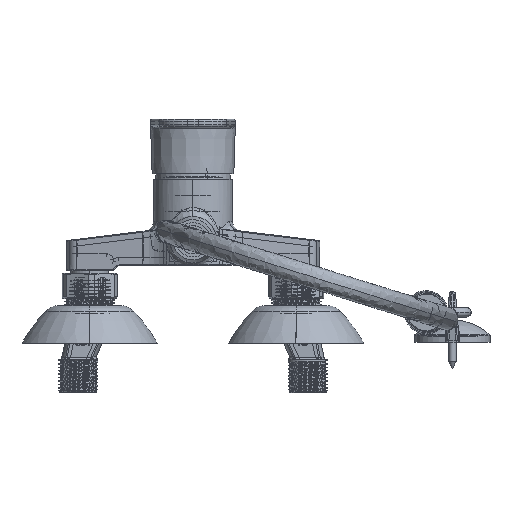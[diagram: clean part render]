
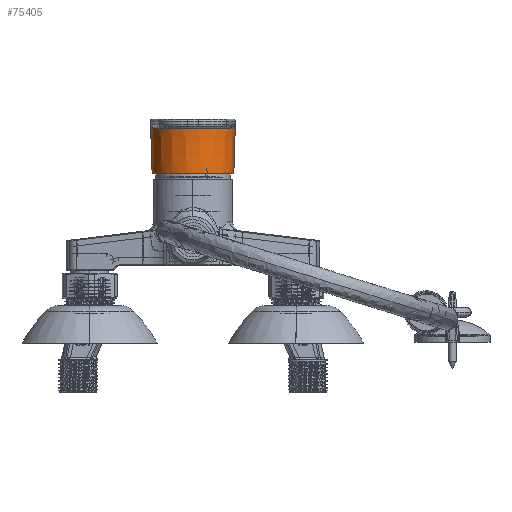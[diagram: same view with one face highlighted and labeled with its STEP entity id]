
A CAD part, front view. The second image highlights one B-rep face of the part: STEP entity #75405.
In plain terms, the highlighted conical face has half-angle 1.8 degrees and reference radius 21.75 mm.
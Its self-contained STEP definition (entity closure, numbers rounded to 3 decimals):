
#1105 = DIRECTION ( 'NONE',  ( 1., 0., 0. ) ) ;
#1475 = CARTESIAN_POINT ( 'NONE',  ( -22.489, -1.499, 68.064 ) ) ;
#1804 = AXIS2_PLACEMENT_3D ( 'NONE', #42010, #42442, #35306 ) ;
#3216 = CIRCLE ( 'NONE', #1804, 22.505 ) ;
#3241 = CARTESIAN_POINT ( 'NONE',  ( 21.755, 0.05, 42.7 ) ) ;
#3389 = EDGE_CURVE ( 'NONE', #27262, #17031, #3216, .T. ) ;
#4118 = ORIENTED_EDGE ( 'NONE', *, *, #12276, .T. ) ;
#4500 = ORIENTED_EDGE ( 'NONE', *, *, #69189, .T. ) ;
#5148 = CIRCLE ( 'NONE', #67901, 22.629 ) ;
#6109 = CARTESIAN_POINT ( 'NONE',  ( 22.634, 0.05, 70.669 ) ) ;
#6153 = ORIENTED_EDGE ( 'NONE', *, *, #19326, .F. ) ;
#6688 = CARTESIAN_POINT ( 'NONE',  ( -22.624, 0.05, 70.669 ) ) ;
#7801 = CARTESIAN_POINT ( 'NONE',  ( 0.005, 0.05, 70.669 ) ) ;
#8865 = B_SPLINE_CURVE_WITH_KNOTS ( 'NONE', 3,
 ( #82905, #28450, #21307, #42291, #77095, #42724, #41859 ),
 .UNSPECIFIED., .F., .F.,
 ( 4, 3, 4 ),
 ( 0.043, 0.044, 0.045 ),
 .UNSPECIFIED. ) ;
#11353 = CARTESIAN_POINT ( 'NONE',  ( 22.446, -2.269, 68.063 ) ) ;
#12276 = EDGE_CURVE ( 'NONE', #69292, #45986, #62891, .T. ) ;
#13109 = CARTESIAN_POINT ( 'NONE',  ( 21.929, -5.183, 67.455 ) ) ;
#13985 = ORIENTED_EDGE ( 'NONE', *, *, #59193, .T. ) ;
#15057 = CARTESIAN_POINT ( 'NONE',  ( -22.342, -3.007, 67.929 ) ) ;
#15485 = CARTESIAN_POINT ( 'NONE',  ( -21.281, -7.321, 67.007 ) ) ;
#17031 = VERTEX_POINT ( 'NONE', #34099 ) ;
#17667 = ORIENTED_EDGE ( 'NONE', *, *, #69465, .T. ) ;
#18364 = CARTESIAN_POINT ( 'NONE',  ( -22.489, -1.499, 68.064 ) ) ;
#19170 = VECTOR ( 'NONE', #29865, 1000. ) ;
#19326 = EDGE_CURVE ( 'NONE', #54439, #28149, #86107, .T. ) ;
#19470 = VERTEX_POINT ( 'NONE', #45495 ) ;
#20264 = CARTESIAN_POINT ( 'NONE',  ( -22.547, -1.499, 69.905 ) ) ;
#20778 = CIRCLE ( 'NONE', #50787, 22.629 ) ;
#21307 = CARTESIAN_POINT ( 'NONE',  ( 22.557, -1.499, 69.905 ) ) ;
#21760 = CARTESIAN_POINT ( 'NONE',  ( -21.919, -5.183, 67.455 ) ) ;
#21919 = ORIENTED_EDGE ( 'NONE', *, *, #24429, .T. ) ;
#24429 = EDGE_CURVE ( 'NONE', #54439, #69292, #76944, .T. ) ;
#24956 = CARTESIAN_POINT ( 'NONE',  ( -21.745, 0.05, 42.7 ) ) ;
#25929 = EDGE_CURVE ( 'NONE', #19470, #49914, #8865, .T. ) ;
#27075 = DIRECTION ( 'NONE',  ( 0., 0., 1. ) ) ;
#27262 = VERTEX_POINT ( 'NONE', #55481 ) ;
#27397 = CARTESIAN_POINT ( 'NONE',  ( 20.749, -8.715, 66.8 ) ) ;
#28149 = VERTEX_POINT ( 'NONE', #6688 ) ;
#28450 = CARTESIAN_POINT ( 'NONE',  ( 22.569, -1.499, 70.287 ) ) ;
#28723 = CARTESIAN_POINT ( 'NONE',  ( -22.559, -1.499, 70.287 ) ) ;
#29337 = CARTESIAN_POINT ( 'NONE',  ( -22.489, -1.499, 68.064 ) ) ;
#29865 = DIRECTION ( 'NONE',  ( -0.031, 0., 1. ) ) ;
#32765 = CARTESIAN_POINT ( 'NONE',  ( 22.499, -1.499, 68.064 ) ) ;
#34099 = CARTESIAN_POINT ( 'NONE',  ( -20.09, -10.084, 66.731 ) ) ;
#34833 = CARTESIAN_POINT ( 'NONE',  ( -22.571, -1.499, 70.669 ) ) ;
#35306 = DIRECTION ( 'NONE',  ( 1., 0., 0. ) ) ;
#35483 = DIRECTION ( 'NONE',  ( 0., 0., -1. ) ) ;
#35673 = CARTESIAN_POINT ( 'NONE',  ( 0.005, 0.05, 42.7 ) ) ;
#38511 = DIRECTION ( 'NONE',  ( 1., 0., 0. ) ) ;
#38602 = CARTESIAN_POINT ( 'NONE',  ( 22.352, -3.007, 67.929 ) ) ;
#38691 = ORIENTED_EDGE ( 'NONE', *, *, #63021, .T. ) ;
#39395 = DIRECTION ( 'NONE',  ( 0., 0., -1. ) ) ;
#41859 = CARTESIAN_POINT ( 'NONE',  ( 22.499, -1.499, 68.064 ) ) ;
#42010 = CARTESIAN_POINT ( 'NONE',  ( 0.005, 0.05, 66.731 ) ) ;
#42291 = CARTESIAN_POINT ( 'NONE',  ( 22.545, -1.499, 69.524 ) ) ;
#42304 = CARTESIAN_POINT ( 'NONE',  ( -20.09, -10.084, 66.731 ) ) ;
#42442 = DIRECTION ( 'NONE',  ( 0., 0., -1. ) ) ;
#42724 = CARTESIAN_POINT ( 'NONE',  ( 22.514, -1.499, 68.55 ) ) ;
#43259 = DIRECTION ( 'NONE',  ( 1., 0., 0. ) ) ;
#44556 = ORIENTED_EDGE ( 'NONE', *, *, #84520, .T. ) ;
#45495 = CARTESIAN_POINT ( 'NONE',  ( 22.581, -1.499, 70.669 ) ) ;
#45986 = VERTEX_POINT ( 'NONE', #6109 ) ;
#46755 = DIRECTION ( 'NONE',  ( 1., 0., 0. ) ) ;
#47973 = VERTEX_POINT ( 'NONE', #34833 ) ;
#49470 = CARTESIAN_POINT ( 'NONE',  ( -22.436, -2.269, 68.063 ) ) ;
#49914 = VERTEX_POINT ( 'NONE', #63034 ) ;
#50065 = B_SPLINE_CURVE_WITH_KNOTS ( 'NONE', 3,
 ( #32765, #11353, #38602, #65844, #13109, #54227, #68488, #27397, #74744, #55110 ),
 .UNSPECIFIED., .F., .F.,
 ( 4, 2, 2, 2, 4 ),
 ( 0., 0.002, 0.005, 0.007, 0.009 ),
 .UNSPECIFIED. ) ;
#50787 = AXIS2_PLACEMENT_3D ( 'NONE', #51498, #39395, #38511 ) ;
#50801 = CARTESIAN_POINT ( 'NONE',  ( -21.518, -6.611, 67.147 ) ) ;
#51498 = CARTESIAN_POINT ( 'NONE',  ( 0.005, 0.05, 70.669 ) ) ;
#53484 = FACE_OUTER_BOUND ( 'NONE', #64747, .T. ) ;
#53938 = B_SPLINE_CURVE_WITH_KNOTS ( 'NONE', 3,
 ( #1475, #61347, #74754, #81435, #20264, #28723, #82311 ),
 .UNSPECIFIED., .F., .F.,
 ( 4, 3, 4 ),
 ( 0.042, 0.044, 0.045 ),
 .UNSPECIFIED. ) ;
#54227 = CARTESIAN_POINT ( 'NONE',  ( 21.528, -6.611, 67.147 ) ) ;
#54439 = VERTEX_POINT ( 'NONE', #84482 ) ;
#55110 = CARTESIAN_POINT ( 'NONE',  ( 20.1, -10.084, 66.731 ) ) ;
#55481 = CARTESIAN_POINT ( 'NONE',  ( 20.1, -10.084, 66.731 ) ) ;
#59193 = EDGE_CURVE ( 'NONE', #17031, #85799, #82382, .T. ) ;
#60119 = VECTOR ( 'NONE', #64218, 1000. ) ;
#60591 = CARTESIAN_POINT ( 'NONE',  ( 0.005, 0.05, 42.7 ) ) ;
#61347 = CARTESIAN_POINT ( 'NONE',  ( -22.504, -1.499, 68.55 ) ) ;
#62483 = DIRECTION ( 'NONE',  ( 0., 0., 1. ) ) ;
#62891 = LINE ( 'NONE', #78061, #60119 ) ;
#63021 = EDGE_CURVE ( 'NONE', #49914, #27262, #50065, .T. ) ;
#63034 = CARTESIAN_POINT ( 'NONE',  ( 22.499, -1.499, 68.064 ) ) ;
#64163 = CARTESIAN_POINT ( 'NONE',  ( -20.433, -9.403, 66.731 ) ) ;
#64218 = DIRECTION ( 'NONE',  ( 0.031, 0., 1. ) ) ;
#64533 = ORIENTED_EDGE ( 'NONE', *, *, #3389, .T. ) ;
#64747 = EDGE_LOOP ( 'NONE', ( #6153, #21919, #4118, #17667, #80361, #38691, #64533, #13985, #4500, #44556 ) ) ;
#65844 = CARTESIAN_POINT ( 'NONE',  ( 22.094, -4.464, 67.626 ) ) ;
#67901 = AXIS2_PLACEMENT_3D ( 'NONE', #7801, #35483, #1105 ) ;
#68488 = CARTESIAN_POINT ( 'NONE',  ( 21.291, -7.321, 67.007 ) ) ;
#69189 = EDGE_CURVE ( 'NONE', #85799, #47973, #53938, .T. ) ;
#69292 = VERTEX_POINT ( 'NONE', #3241 ) ;
#69465 = EDGE_CURVE ( 'NONE', #45986, #19470, #20778, .T. ) ;
#72700 = AXIS2_PLACEMENT_3D ( 'NONE', #35673, #62483, #43259 ) ;
#74744 = CARTESIAN_POINT ( 'NONE',  ( 20.443, -9.403, 66.731 ) ) ;
#74754 = CARTESIAN_POINT ( 'NONE',  ( -22.52, -1.499, 69.037 ) ) ;
#75405 = ADVANCED_FACE ( 'NONE', ( #53484 ), #81905, .T. ) ;
#76249 = CARTESIAN_POINT ( 'NONE',  ( -22.084, -4.464, 67.626 ) ) ;
#76944 = CIRCLE ( 'NONE', #72700, 21.75 ) ;
#77095 = CARTESIAN_POINT ( 'NONE',  ( 22.529, -1.499, 69.037 ) ) ;
#78061 = CARTESIAN_POINT ( 'NONE',  ( 21.755, 0.05, 42.7 ) ) ;
#80361 = ORIENTED_EDGE ( 'NONE', *, *, #25929, .T. ) ;
#81435 = CARTESIAN_POINT ( 'NONE',  ( -22.535, -1.499, 69.524 ) ) ;
#81905 = CONICAL_SURFACE ( 'NONE', #84782, 21.75, 0.031 ) ;
#82311 = CARTESIAN_POINT ( 'NONE',  ( -22.571, -1.499, 70.669 ) ) ;
#82382 = B_SPLINE_CURVE_WITH_KNOTS ( 'NONE', 3,
 ( #42304, #64163, #84689, #15485, #50801, #21760, #76249, #15057, #49470, #29337 ),
 .UNSPECIFIED., .F., .F.,
 ( 4, 2, 2, 2, 4 ),
 ( 0., 0.002, 0.005, 0.007, 0.009 ),
 .UNSPECIFIED. ) ;
#82905 = CARTESIAN_POINT ( 'NONE',  ( 22.581, -1.499, 70.669 ) ) ;
#84482 = CARTESIAN_POINT ( 'NONE',  ( -21.745, 0.05, 42.7 ) ) ;
#84520 = EDGE_CURVE ( 'NONE', #47973, #28149, #5148, .T. ) ;
#84689 = CARTESIAN_POINT ( 'NONE',  ( -20.739, -8.715, 66.8 ) ) ;
#84782 = AXIS2_PLACEMENT_3D ( 'NONE', #60591, #27075, #46755 ) ;
#85799 = VERTEX_POINT ( 'NONE', #18364 ) ;
#86107 = LINE ( 'NONE', #24956, #19170 ) ;
